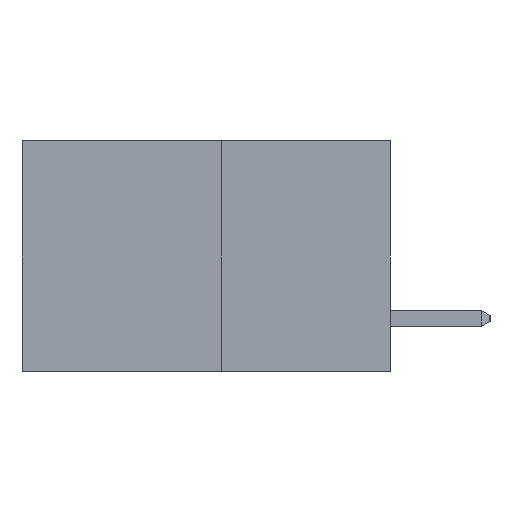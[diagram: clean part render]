
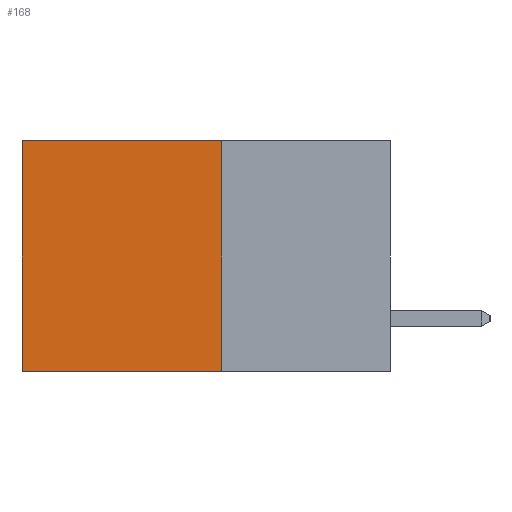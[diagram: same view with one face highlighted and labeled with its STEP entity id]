
A CAD part, left-side view. The second image highlights one B-rep face of the part: STEP entity #168.
In plain terms, the highlighted planar face has unit normal (-1, 0, 0).
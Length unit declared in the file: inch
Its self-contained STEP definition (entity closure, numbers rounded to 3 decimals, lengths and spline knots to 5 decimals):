
#102 = VERTEX_POINT ( 'NONE', #1630 ) ;
#168 = ADVANCED_FACE ( 'NONE', ( #3522 ), #7157, .F. ) ;
#621 = EDGE_CURVE ( 'NONE', #102, #3045, #6614, .T. ) ;
#1183 = CARTESIAN_POINT ( 'NONE',  ( 0.277, 0.27, -0.37 ) ) ;
#1310 = EDGE_CURVE ( 'NONE', #4351, #102, #4781, .T. ) ;
#1630 = CARTESIAN_POINT ( 'NONE',  ( 0.277, 0.59, 0. ) ) ;
#1660 = CARTESIAN_POINT ( 'NONE',  ( 0.277, 0.59, -0.37 ) ) ;
#1746 = EDGE_CURVE ( 'NONE', #5202, #3045, #1952, .T. ) ;
#1824 = ORIENTED_EDGE ( 'NONE', *, *, #1310, .T. ) ;
#1952 = LINE ( 'NONE', #4124, #6499 ) ;
#2188 = ORIENTED_EDGE ( 'NONE', *, *, #1746, .F. ) ;
#2222 = DIRECTION ( 'NONE',  ( 0., 0., -1. ) ) ;
#2484 = DIRECTION ( 'NONE',  ( 0., 1., 0. ) ) ;
#2766 = CARTESIAN_POINT ( 'NONE',  ( 0.277, 0.27, -0.37 ) ) ;
#2843 = CARTESIAN_POINT ( 'NONE',  ( 0.277, 0.27, 0. ) ) ;
#3045 = VERTEX_POINT ( 'NONE', #6380 ) ;
#3211 = VECTOR ( 'NONE', #2484, 39.37008 ) ;
#3310 = EDGE_CURVE ( 'NONE', #4351, #5202, #4415, .T. ) ;
#3498 = DIRECTION ( 'NONE',  ( 0., 1., 0. ) ) ;
#3522 = FACE_OUTER_BOUND ( 'NONE', #4557, .T. ) ;
#4124 = CARTESIAN_POINT ( 'NONE',  ( 0.277, 0.27, -0.37 ) ) ;
#4251 = CARTESIAN_POINT ( 'NONE',  ( 0.277, 0.27, -0.37 ) ) ;
#4351 = VERTEX_POINT ( 'NONE', #2843 ) ;
#4405 = CARTESIAN_POINT ( 'NONE',  ( 0.277, 0.27, 0. ) ) ;
#4415 = LINE ( 'NONE', #2766, #5972 ) ;
#4557 = EDGE_LOOP ( 'NONE', ( #5230, #2188, #5677, #1824 ) ) ;
#4781 = LINE ( 'NONE', #4405, #3211 ) ;
#4879 = VECTOR ( 'NONE', #2222, 39.37008 ) ;
#5202 = VERTEX_POINT ( 'NONE', #1183 ) ;
#5230 = ORIENTED_EDGE ( 'NONE', *, *, #621, .T. ) ;
#5677 = ORIENTED_EDGE ( 'NONE', *, *, #3310, .F. ) ;
#5972 = VECTOR ( 'NONE', #6634, 39.37008 ) ;
#6380 = CARTESIAN_POINT ( 'NONE',  ( 0.277, 0.59, -0.37 ) ) ;
#6401 = DIRECTION ( 'NONE',  ( 0., 0., -1. ) ) ;
#6499 = VECTOR ( 'NONE', #3498, 39.37008 ) ;
#6614 = LINE ( 'NONE', #1660, #4879 ) ;
#6634 = DIRECTION ( 'NONE',  ( 0., 0., -1. ) ) ;
#6831 = DIRECTION ( 'NONE',  ( 1., 0., 0. ) ) ;
#7157 = PLANE ( 'NONE',  #7564 ) ;
#7564 = AXIS2_PLACEMENT_3D ( 'NONE', #4251, #6831, #6401 ) ;
